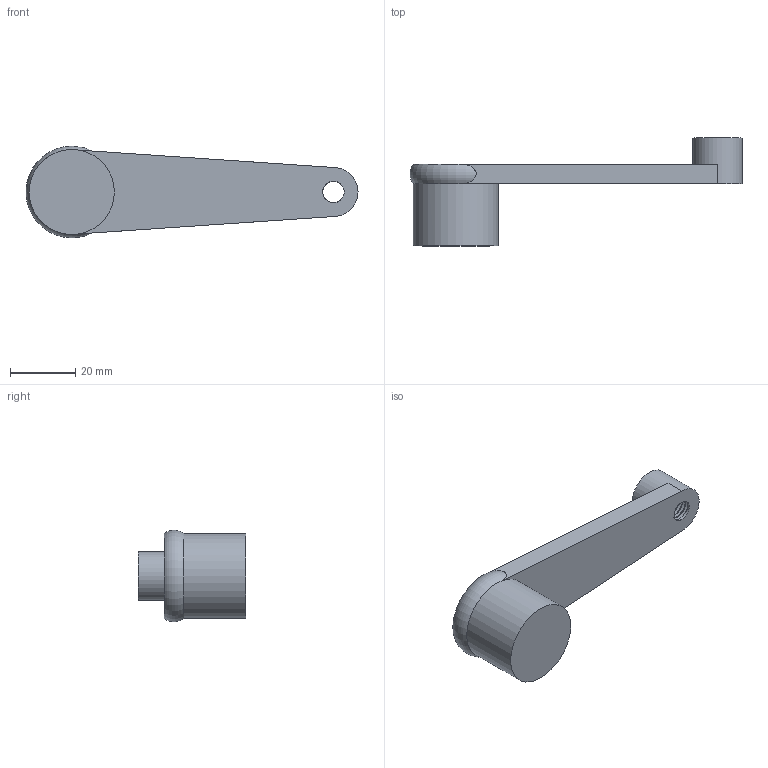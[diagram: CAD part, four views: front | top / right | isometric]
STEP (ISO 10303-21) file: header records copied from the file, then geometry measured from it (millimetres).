
FILE_DESCRIPTION(/* description */ (''),/* implementation_level */ '2;1');
FILE_NAME(/* name */ 'QA_80_N.dxf',/* time_stamp */ '2012-11-23T16:40:01+08:00',/* author */ (''),/* organization */ (''),/* preprocessor_version */ 'ST-DEVELOPER v9',/* originating_system */ 'UGS - NX 4.0',/* authorisation */ '');
FILE_SCHEMA (('CONFIG_CONTROL_DESIGN'));
Length unit declared in the file: millimetre
Products named in the file (1): AdmiFF39xmqi
Bounding box: 101.5 x 33 x 27.99 mm (x, y, z)
Volume: 23128 mm3; surface area: 7721.5 mm2
Topology: 1 solids, 1 shells, 24 faces, 63 edges, 41 vertices
Faces by surface type: cylinder 14, plane 7, bspline 2, torus 1
Full cylindrical faces by diameter (mm): 15 x1, 26 x1
Entity records: 3647 total; most frequent: CARTESIAN_POINT 3030, ORIENTED_EDGE 120, DIRECTION 89, EDGE_CURVE 60, VERTEX_POINT 40, AXIS2_PLACEMENT_3D 35, B_SPLINE_CURVE_WITH_KNOTS 29, EDGE_LOOP 28
